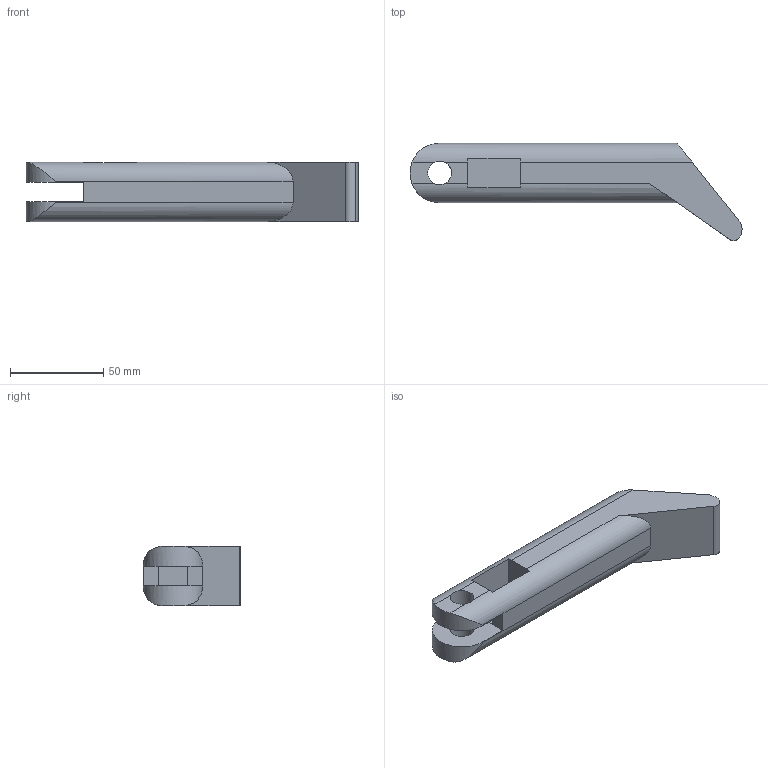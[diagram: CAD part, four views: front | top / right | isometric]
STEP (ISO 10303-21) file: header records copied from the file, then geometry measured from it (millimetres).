
FILE_DESCRIPTION(/* description */ (''),/* implementation_level */ '2;1');
FILE_NAME(/* name */ 'ARC_Leg_Lower v4.step',/* time_stamp */ '2024-01-26T13:23:06-06:00',/* author */ (''),/* organization */ (''),/* preprocessor_version */ 'ST-DEVELOPER v20',/* originating_system */ 'Autodesk Translation Framework v12.14.0.127',/* authorisation */ '');
FILE_SCHEMA (('AUTOMOTIVE_DESIGN { 1 0 10303 214 3 1 1 }'));
Length unit declared in the file: inch
Products named in the file (1): ARC_Leg_Lower
Bounding box: 177.65 x 52.09 x 31.75 mm (x, y, z)
Volume: 129476.9 mm3; surface area: 24350.8 mm2
Topology: 1 solids, 1 shells, 30 faces, 96 edges, 64 vertices
Faces by surface type: plane 20, cylinder 10
Full cylindrical faces by diameter (mm): 12.7 x2
Entity records: 1169 total; most frequent: CARTESIAN_POINT 265, ORIENTED_EDGE 192, DIRECTION 174, EDGE_CURVE 96, LINE 64, VECTOR 64, VERTEX_POINT 64, AXIS2_PLACEMENT_3D 55
